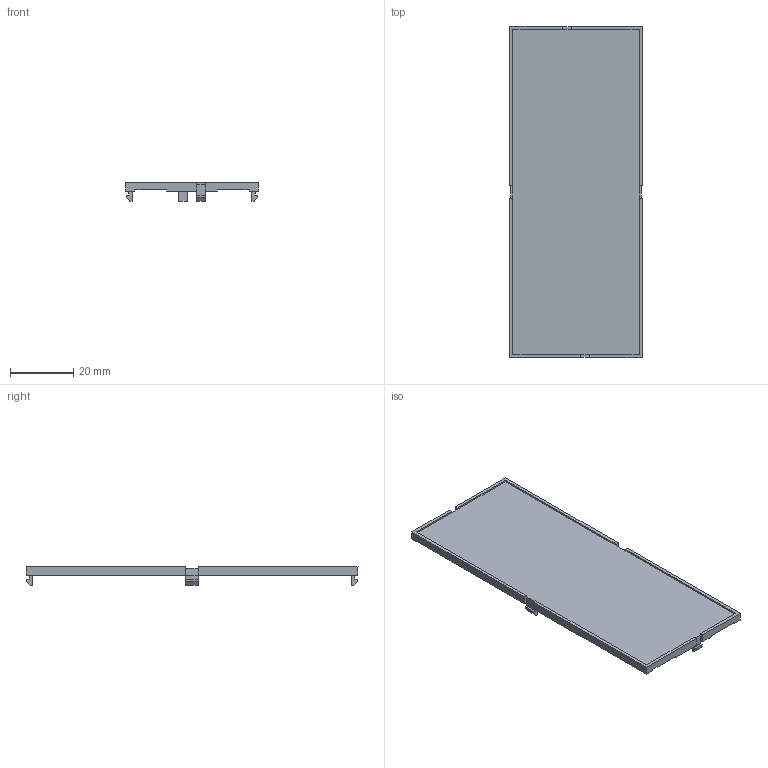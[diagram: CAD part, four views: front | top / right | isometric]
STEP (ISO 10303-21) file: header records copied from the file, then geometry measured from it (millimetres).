
FILE_DESCRIPTION (( 'STEP AP203' ), '1' );
FILE_NAME ('449-360-11.STEP', '2021-08-24T14:19:35', ( '' ), ( '' ), 'SwSTEP 2.0', 'SolidWorks 2018', '' );
FILE_SCHEMA (( 'CONFIG_CONTROL_DESIGN' ));
Length unit declared in the file: millimetre
Products named in the file (1): 449-360-11
Bounding box: 41.8 x 104.7 x 5.9 mm (x, y, z)
Volume: 7884.7 mm3; surface area: 9915.5 mm2
Topology: 4 solids, 4 shells, 92 faces, 242 edges, 158 vertices
Faces by surface type: plane 88, cylinder 4
Entity records: 2849 total; most frequent: CARTESIAN_POINT 493, ORIENTED_EDGE 484, DIRECTION 440, EDGE_CURVE 242, VECTOR 230, LINE 230, VERTEX_POINT 158, AXIS2_PLACEMENT_3D 105
